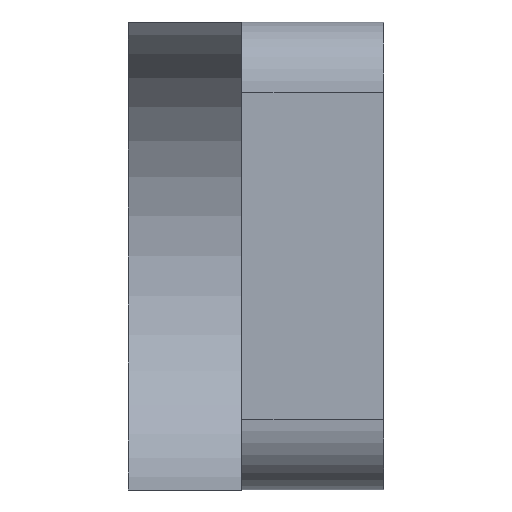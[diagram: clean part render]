
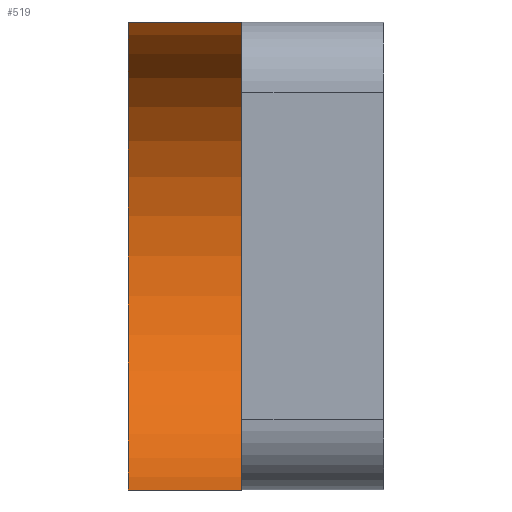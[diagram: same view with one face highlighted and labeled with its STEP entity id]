
A CAD part, front view. The second image highlights one B-rep face of the part: STEP entity #519.
In plain terms, the highlighted cylindrical face has radius 17 mm (diameter 34 mm), a partial arc.
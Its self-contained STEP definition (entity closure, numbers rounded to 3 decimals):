
#13 = CARTESIAN_POINT ( 'NONE',  ( -1., 28.185, -16.5 ) ) ;
#15 = LINE ( 'NONE', #233, #422 ) ;
#35 = CARTESIAN_POINT ( 'NONE',  ( -9., 28.185, 16.5 ) ) ;
#41 = CARTESIAN_POINT ( 'NONE',  ( -1., 24.093, 0. ) ) ;
#50 = CARTESIAN_POINT ( 'NONE',  ( -1., 28.185, 16.5 ) ) ;
#51 = DIRECTION ( 'NONE',  ( -1., 0., 0. ) ) ;
#53 = LINE ( 'NONE', #362, #260 ) ;
#64 = AXIS2_PLACEMENT_3D ( 'NONE', #321, #155, #149 ) ;
#84 = EDGE_CURVE ( 'NONE', #99, #481, #53, .T. ) ;
#95 = CARTESIAN_POINT ( 'NONE',  ( -9., 28.185, -16.5 ) ) ;
#99 = VERTEX_POINT ( 'NONE', #13 ) ;
#128 = DIRECTION ( 'NONE',  ( -1., 0., 0. ) ) ;
#140 = CYLINDRICAL_SURFACE ( 'NONE', #173, 17. ) ;
#149 = DIRECTION ( 'NONE',  ( 0., 0., -1. ) ) ;
#155 = DIRECTION ( 'NONE',  ( -1., 0., 0. ) ) ;
#165 = EDGE_CURVE ( 'NONE', #342, #481, #360, .T. ) ;
#173 = AXIS2_PLACEMENT_3D ( 'NONE', #41, #444, #532 ) ;
#233 = CARTESIAN_POINT ( 'NONE',  ( -1., 28.185, 16.5 ) ) ;
#260 = VECTOR ( 'NONE', #500, 1000. ) ;
#301 = CARTESIAN_POINT ( 'NONE',  ( -1., 24.093, 0. ) ) ;
#308 = EDGE_CURVE ( 'NONE', #426, #99, #446, .T. ) ;
#321 = CARTESIAN_POINT ( 'NONE',  ( -9., 24.093, 0. ) ) ;
#332 = ORIENTED_EDGE ( 'NONE', *, *, #308, .F. ) ;
#342 = VERTEX_POINT ( 'NONE', #35 ) ;
#356 = FACE_OUTER_BOUND ( 'NONE', #424, .T. ) ;
#360 = CIRCLE ( 'NONE', #64, 17. ) ;
#362 = CARTESIAN_POINT ( 'NONE',  ( -1., 28.185, -16.5 ) ) ;
#420 = ORIENTED_EDGE ( 'NONE', *, *, #564, .T. ) ;
#422 = VECTOR ( 'NONE', #51, 1000. ) ;
#424 = EDGE_LOOP ( 'NONE', ( #443, #501, #332, #420 ) ) ;
#426 = VERTEX_POINT ( 'NONE', #50 ) ;
#443 = ORIENTED_EDGE ( 'NONE', *, *, #165, .T. ) ;
#444 = DIRECTION ( 'NONE',  ( -1., 0., 0. ) ) ;
#446 = CIRCLE ( 'NONE', #508, 17. ) ;
#481 = VERTEX_POINT ( 'NONE', #95 ) ;
#500 = DIRECTION ( 'NONE',  ( -1., 0., 0. ) ) ;
#501 = ORIENTED_EDGE ( 'NONE', *, *, #84, .F. ) ;
#508 = AXIS2_PLACEMENT_3D ( 'NONE', #301, #128, #510 ) ;
#510 = DIRECTION ( 'NONE',  ( 0., 0., -1. ) ) ;
#519 = ADVANCED_FACE ( 'NONE', ( #356 ), #140, .F. ) ;
#532 = DIRECTION ( 'NONE',  ( 0., 0., 1. ) ) ;
#564 = EDGE_CURVE ( 'NONE', #426, #342, #15, .T. ) ;
